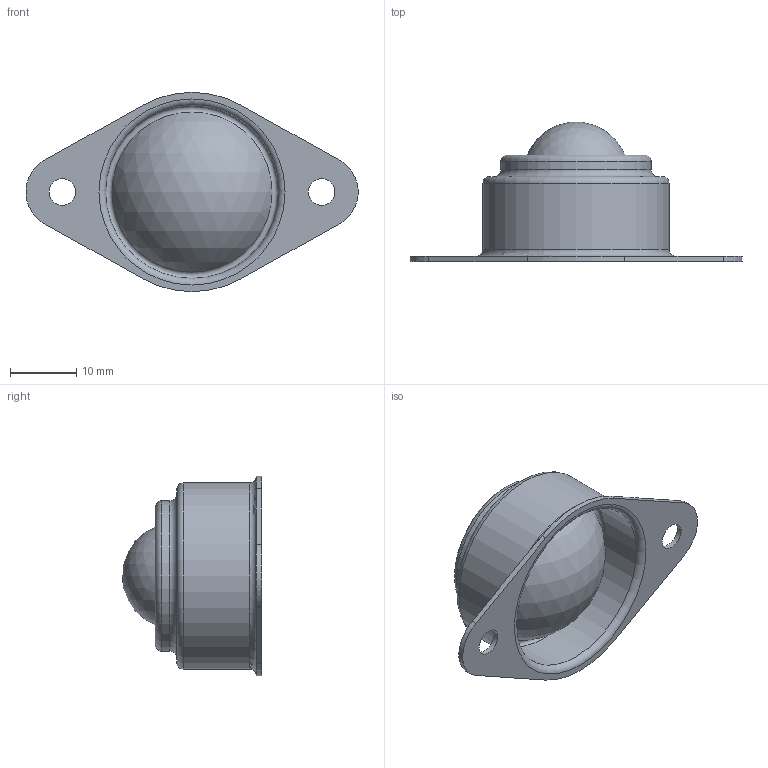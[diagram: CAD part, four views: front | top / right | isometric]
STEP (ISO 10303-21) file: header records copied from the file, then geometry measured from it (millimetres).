
FILE_DESCRIPTION(/* description */ (''),/* implementation_level */ '2;1');
FILE_NAME(/* name */ 'Ball_Caster v1.step',/* time_stamp */ '2022-11-07T12:07:03Z',/* author */ (''),/* organization */ (''),/* preprocessor_version */ 'ST-DEVELOPER v19.2',/* originating_system */ 'Autodesk Translation Framework v11.17.0.187',/* authorisation */ '');
FILE_SCHEMA (('AUTOMOTIVE_DESIGN { 1 0 10303 214 3 1 1 }'));
Length unit declared in the file: millimetre
Products named in the file (1): Ball_Caster
Bounding box: 49.96 x 20.94 x 30 mm (x, y, z)
Volume: 7752.6 mm3; surface area: 4111.4 mm2
Topology: 1 solids, 1 shells, 26 faces, 60 edges, 39 vertices
Faces by surface type: cylinder 9, plane 9, torus 6, sphere 2
Full cylindrical faces by diameter (mm): 4 x2, 22.659 x1, 26 x1, 28 x1
Entity records: 807 total; most frequent: DIRECTION 153, CARTESIAN_POINT 126, ORIENTED_EDGE 120, AXIS2_PLACEMENT_3D 66, EDGE_CURVE 60, CIRCLE 39, VERTEX_POINT 39, EDGE_LOOP 33
